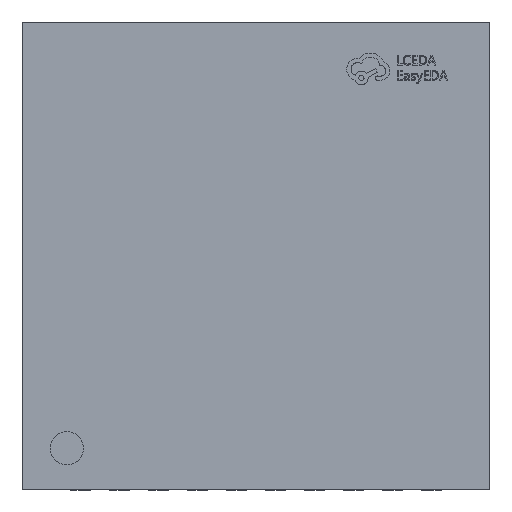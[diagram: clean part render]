
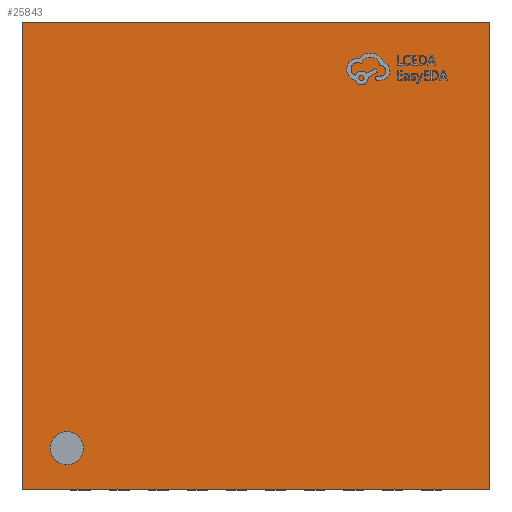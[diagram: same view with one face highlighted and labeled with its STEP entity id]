
A CAD part, top view. The second image highlights one B-rep face of the part: STEP entity #25843.
In plain terms, the highlighted planar face has unit normal (0, 0, 1).
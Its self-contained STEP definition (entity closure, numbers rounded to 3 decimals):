
#532 = VERTEX_POINT ( 'NONE', #24362 ) ;
#812 = VECTOR ( 'NONE', #3594, 1000. ) ;
#1016 = DIRECTION ( 'NONE',  ( 1., 0., 0. ) ) ;
#1205 = CARTESIAN_POINT ( 'NONE',  ( -2.211, -2.469, 0.9 ) ) ;
#1639 = DIRECTION ( 'NONE',  ( 0., 0., 1. ) ) ;
#1806 = VERTEX_POINT ( 'NONE', #25003 ) ;
#2871 = DIRECTION ( 'NONE',  ( 0., 0., 1. ) ) ;
#3077 = AXIS2_PLACEMENT_3D ( 'NONE', #18968, #1639, #18712 ) ;
#3594 = DIRECTION ( 'NONE',  ( -1., 0., 0. ) ) ;
#4267 = ORIENTED_EDGE ( 'NONE', *, *, #7906, .T. ) ;
#4750 = VECTOR ( 'NONE', #22887, 1000. ) ;
#5210 = CARTESIAN_POINT ( 'NONE',  ( 3., -3., 0.9 ) ) ;
#5555 = CARTESIAN_POINT ( 'NONE',  ( -3., 3., 0.9 ) ) ;
#7057 = ORIENTED_EDGE ( 'NONE', *, *, #8158, .F. ) ;
#7383 = EDGE_CURVE ( 'NONE', #12071, #532, #14396, .T. ) ;
#7782 = ORIENTED_EDGE ( 'NONE', *, *, #22908, .T. ) ;
#7906 = EDGE_CURVE ( 'NONE', #532, #1806, #18077, .T. ) ;
#8158 = EDGE_CURVE ( 'NONE', #16044, #22580, #24489, .T. ) ;
#10466 = EDGE_CURVE ( 'NONE', #22580, #16044, #26889, .T. ) ;
#11184 = FACE_OUTER_BOUND ( 'NONE', #26008, .T. ) ;
#12071 = VERTEX_POINT ( 'NONE', #23173 ) ;
#13092 = CARTESIAN_POINT ( 'NONE',  ( -2.425, -2.469, 0.9 ) ) ;
#13833 = DIRECTION ( 'NONE',  ( -1., 0., 0. ) ) ;
#14334 = EDGE_LOOP ( 'NONE', ( #7057, #16374 ) ) ;
#14396 = LINE ( 'NONE', #14673, #4750 ) ;
#14673 = CARTESIAN_POINT ( 'NONE',  ( -3., -3., 0.9 ) ) ;
#16044 = VERTEX_POINT ( 'NONE', #1205 ) ;
#16155 = ORIENTED_EDGE ( 'NONE', *, *, #18377, .T. ) ;
#16374 = ORIENTED_EDGE ( 'NONE', *, *, #10466, .F. ) ;
#16400 = ORIENTED_EDGE ( 'NONE', *, *, #7383, .T. ) ;
#17345 = PLANE ( 'NONE',  #24054 ) ;
#17616 = FACE_BOUND ( 'NONE', #14334, .T. ) ;
#18077 = LINE ( 'NONE', #20011, #21788 ) ;
#18377 = EDGE_CURVE ( 'NONE', #19977, #12071, #26878, .T. ) ;
#18484 = AXIS2_PLACEMENT_3D ( 'NONE', #13092, #2871, #20063 ) ;
#18712 = DIRECTION ( 'NONE',  ( 1., 0., 0. ) ) ;
#18968 = CARTESIAN_POINT ( 'NONE',  ( -2.425, -2.469, 0.9 ) ) ;
#19493 = LINE ( 'NONE', #5210, #23273 ) ;
#19977 = VERTEX_POINT ( 'NONE', #27555 ) ;
#20011 = CARTESIAN_POINT ( 'NONE',  ( -3., -3., 0.9 ) ) ;
#20063 = DIRECTION ( 'NONE',  ( 1., 0., 0. ) ) ;
#20207 = CARTESIAN_POINT ( 'NONE',  ( -2.638, -2.469, 0.9 ) ) ;
#21788 = VECTOR ( 'NONE', #1016, 1000. ) ;
#22580 = VERTEX_POINT ( 'NONE', #20207 ) ;
#22887 = DIRECTION ( 'NONE',  ( 0., -1., 0. ) ) ;
#22908 = EDGE_CURVE ( 'NONE', #1806, #19977, #19493, .T. ) ;
#23173 = CARTESIAN_POINT ( 'NONE',  ( -3., 3., 0.9 ) ) ;
#23273 = VECTOR ( 'NONE', #25998, 1000. ) ;
#24054 = AXIS2_PLACEMENT_3D ( 'NONE', #24552, #25064, #13833 ) ;
#24362 = CARTESIAN_POINT ( 'NONE',  ( -3., -3., 0.9 ) ) ;
#24489 = CIRCLE ( 'NONE', #3077, 0.213 ) ;
#24552 = CARTESIAN_POINT ( 'NONE',  ( 0., 0., 0.9 ) ) ;
#25003 = CARTESIAN_POINT ( 'NONE',  ( 3., -3., 0.9 ) ) ;
#25064 = DIRECTION ( 'NONE',  ( 0., 0., -1. ) ) ;
#25843 = ADVANCED_FACE ( 'NONE', ( #17616, #11184 ), #17345, .F. ) ;
#25998 = DIRECTION ( 'NONE',  ( 0., 1., 0. ) ) ;
#26008 = EDGE_LOOP ( 'NONE', ( #7782, #16155, #16400, #4267 ) ) ;
#26878 = LINE ( 'NONE', #5555, #812 ) ;
#26889 = CIRCLE ( 'NONE', #18484, 0.213 ) ;
#27555 = CARTESIAN_POINT ( 'NONE',  ( 3., 3., 0.9 ) ) ;
